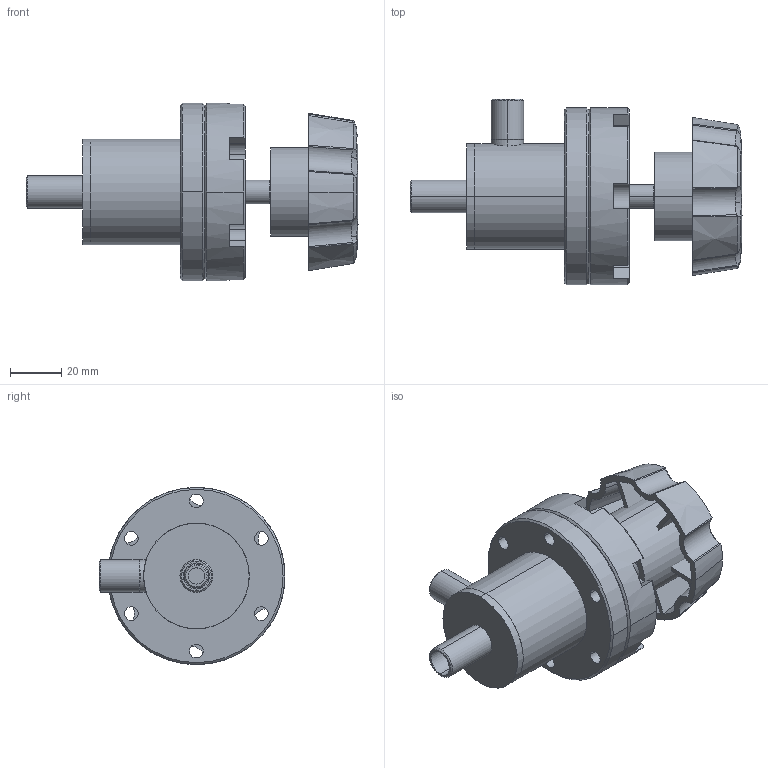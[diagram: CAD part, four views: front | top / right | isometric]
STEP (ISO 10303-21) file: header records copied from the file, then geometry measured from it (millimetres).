
FILE_DESCRIPTION (( 'STEP AP214' ), '1' );
FILE_NAME ('MA-500-H_MANJUAL_ANGLE_VALVE.STEP', '2020-05-13T11:10:45', ( 'admin' ), ( 'Microsoft' ), 'SwSTEP 2.0', 'SolidWorks 2016', '' );
FILE_SCHEMA (( 'AUTOMOTIVE_DESIGN' ));
Length unit declared in the file: inch
Products named in the file (1): MA-500-H_MANJUAL_ANGLE_VALVE
Bounding box: 129.93 x 72.77 x 69.34 mm (x, y, z)
Volume: 123030 mm3; surface area: 66613.3 mm2
Topology: 10 solids, 10 shells, 309 faces, 807 edges, 533 vertices
Faces by surface type: cylinder 125, plane 91, cone 76, bspline 16, sphere 1
Entity records: 11315 total; most frequent: CARTESIAN_POINT 3666, ORIENTED_EDGE 1614, DIRECTION 1502, EDGE_CURVE 807, AXIS2_PLACEMENT_3D 609, VERTEX_POINT 533, EDGE_LOOP 366, CIRCLE 315
